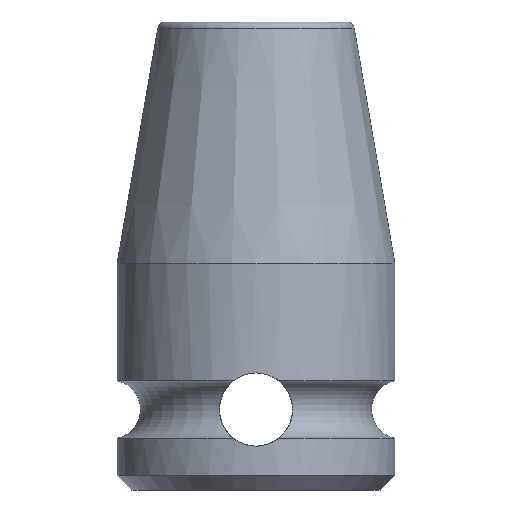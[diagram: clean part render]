
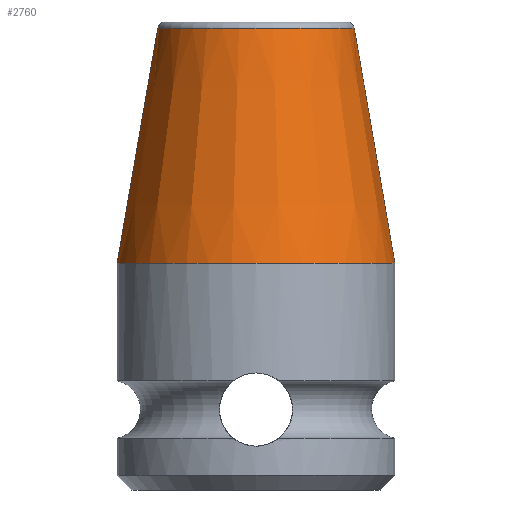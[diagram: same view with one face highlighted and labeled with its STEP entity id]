
A CAD part, left-side view. The second image highlights one B-rep face of the part: STEP entity #2760.
In plain terms, the highlighted conical face has half-angle 9.8 degrees and reference radius 8.111 mm.
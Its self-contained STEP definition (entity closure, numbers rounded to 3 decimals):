
#1483=CARTESIAN_POINT('',(0.,0.,31.585));
#1484=DIRECTION('',(0.,0.,1.));
#1485=DIRECTION('',(0.,1.,0.));
#1486=AXIS2_PLACEMENT_3D('',#1483,#1484,#1485);
#1491=DIRECTION('',(0.,0.17,0.985));
#1492=VECTOR('',#1491,16.323);
#1493=CARTESIAN_POINT('',(0.,-9.5,15.5));
#1494=LINE('',#1493,#1492);
#1498=CARTESIAN_POINT('',(0.,0.,15.5));
#1499=DIRECTION('',(0.,0.,1.));
#1500=DIRECTION('',(0.,1.,0.));
#1501=AXIS2_PLACEMENT_3D('',#1498,#1499,#1500);
#1506=DIRECTION('',(0.,-0.17,0.985));
#1507=VECTOR('',#1506,16.323);
#1508=CARTESIAN_POINT('',(0.,9.5,15.5));
#1509=LINE('',#1508,#1507);
#1563=CARTESIAN_POINT('',(0.,9.5,15.5));
#1565=VERTEX_POINT('',#1563);
#1567=CARTESIAN_POINT('',(0.,-9.5,15.5));
#1569=VERTEX_POINT('',#1567);
#1650=CARTESIAN_POINT('',(0.,6.722,31.585));
#1651=CARTESIAN_POINT('',(0.,-6.722,31.585));
#1652=VERTEX_POINT('',#1650);
#1653=VERTEX_POINT('',#1651);
#2749=CARTESIAN_POINT('',(0.,0.,23.543));
#2750=DIRECTION('',(0.,0.,-1.));
#2751=DIRECTION('',(0.,-1.,0.));
#2752=AXIS2_PLACEMENT_3D('',#2749,#2750,#2751);
#2753=CONICAL_SURFACE('',#2752,8.111,9.8);
#2754=ORIENTED_EDGE('',*,*,#2715,.T.);
#2755=ORIENTED_EDGE('',*,*,#2744,.F.);
#2756=ORIENTED_EDGE('',*,*,#1959,.F.);
#2757=ORIENTED_EDGE('',*,*,#2741,.T.);
#2758=EDGE_LOOP('',(#2754,#2755,#2756,#2757));
#2759=FACE_OUTER_BOUND('',#2758,.F.);
#2760=ADVANCED_FACE('',(#2759),#2753,.T.);
#1487=CIRCLE('',#1486,6.722);
#1502=CIRCLE('',#1501,9.5);
#1959=EDGE_CURVE('',#1565,#1569,#1502,.T.);
#2715=EDGE_CURVE('',#1652,#1653,#1487,.T.);
#2741=EDGE_CURVE('',#1565,#1652,#1509,.T.);
#2744=EDGE_CURVE('',#1569,#1653,#1494,.T.);
